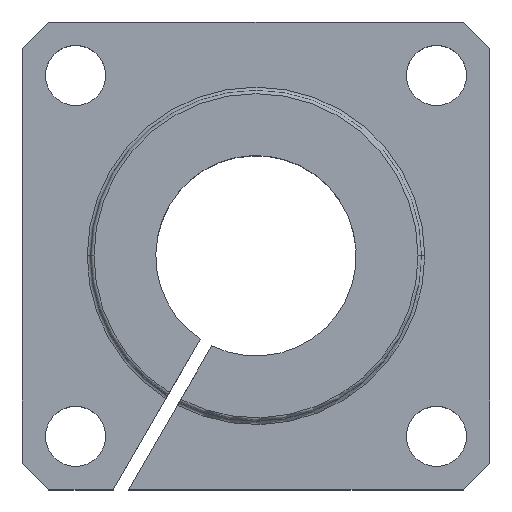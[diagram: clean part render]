
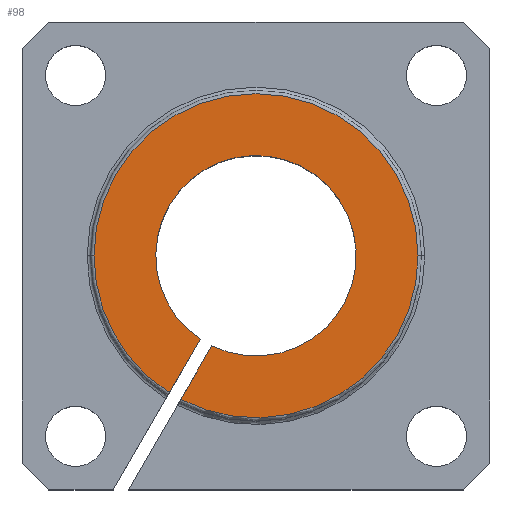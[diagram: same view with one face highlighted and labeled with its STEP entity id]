
A CAD part, top view. The second image highlights one B-rep face of the part: STEP entity #98.
In plain terms, the highlighted planar face has unit normal (0, 0, 1).
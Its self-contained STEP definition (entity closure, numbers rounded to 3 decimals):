
#98 = ADVANCED_FACE( '', ( #167 ), #168, .T. );
#167 = FACE_OUTER_BOUND( '', #264, .T. );
#168 = PLANE( '', #265 );
#264 = EDGE_LOOP( '', ( #491, #492, #493, #494, #495, #496, #497 ) );
#265 = AXIS2_PLACEMENT_3D( '', #498, #499, #500 );
#491 = ORIENTED_EDGE( '', *, *, #747, .T. );
#492 = ORIENTED_EDGE( '', *, *, #739, .T. );
#493 = ORIENTED_EDGE( '', *, *, #714, .T. );
#494 = ORIENTED_EDGE( '', *, *, #742, .T. );
#495 = ORIENTED_EDGE( '', *, *, #751, .T. );
#496 = ORIENTED_EDGE( '', *, *, #695, .T. );
#497 = ORIENTED_EDGE( '', *, *, #691, .T. );
#498 = CARTESIAN_POINT( '', ( 0., 47.125, 30. ) );
#499 = DIRECTION( '', ( 0., 0., 1. ) );
#500 = DIRECTION( '', ( 0., 1., 0. ) );
#691 = EDGE_CURVE( '', #821, #826, #828, .T. );
#695 = EDGE_CURVE( '', #830, #821, #835, .T. );
#714 = EDGE_CURVE( '', #864, #868, #870, .T. );
#739 = EDGE_CURVE( '', #911, #864, #912, .T. );
#742 = EDGE_CURVE( '', #868, #916, #917, .T. );
#747 = EDGE_CURVE( '', #826, #911, #924, .T. );
#751 = EDGE_CURVE( '', #916, #830, #930, .T. );
#821 = VERTEX_POINT( '', #1024 );
#826 = VERTEX_POINT( '', #1029 );
#828 = CIRCLE( '', #1048, 24.25 );
#830 = VERTEX_POINT( '', #1050 );
#835 = CIRCLE( '', #1055, 24.25 );
#864 = VERTEX_POINT( '', #1122 );
#868 = VERTEX_POINT( '', #1127 );
#870 = CIRCLE( '', #1130, 15. );
#911 = VERTEX_POINT( '', #1197 );
#912 = CIRCLE( '', #1198, 15. );
#916 = VERTEX_POINT( '', #1203 );
#917 = LINE( '', #1204, #1205 );
#924 = LINE( '', #1232, #1233 );
#930 = CIRCLE( '', #1242, 24.25 );
#1024 = CARTESIAN_POINT( '', ( -24.25, 35., 30. ) );
#1029 = CARTESIAN_POINT( '', ( -12.981, 14.517, 30. ) );
#1048 = AXIS2_PLACEMENT_3D( '', #1360, #1361, #1362 );
#1050 = CARTESIAN_POINT( '', ( 24.25, 35., 30. ) );
#1055 = AXIS2_PLACEMENT_3D( '', #1372, #1373, #1374 );
#1122 = CARTESIAN_POINT( '', ( 6.617, 48.461, 30. ) );
#1127 = CARTESIAN_POINT( '', ( -6.617, 21.539, 30. ) );
#1130 = AXIS2_PLACEMENT_3D( '', #1411, #1412, #1413 );
#1197 = CARTESIAN_POINT( '', ( -8.349, 22.539, 30. ) );
#1198 = AXIS2_PLACEMENT_3D( '', #1464, #1465, #1466 );
#1203 = CARTESIAN_POINT( '', ( -11.249, 13.517, 30. ) );
#1204 = CARTESIAN_POINT( '', ( -0.25, 32.566, 30. ) );
#1205 = VECTOR( '', #1471, 1. );
#1232 = CARTESIAN_POINT( '', ( -15.741, 9.736, 30. ) );
#1233 = VECTOR( '', #1475, 1. );
#1242 = AXIS2_PLACEMENT_3D( '', #1479, #1480, #1481 );
#1360 = CARTESIAN_POINT( '', ( 0., 35., 30. ) );
#1361 = DIRECTION( '', ( 0., 0., 1. ) );
#1362 = DIRECTION( '', ( 0., 1., 0. ) );
#1372 = CARTESIAN_POINT( '', ( 0., 35., 30. ) );
#1373 = DIRECTION( '', ( 0., 0., 1. ) );
#1374 = DIRECTION( '', ( 0., 1., 0. ) );
#1411 = CARTESIAN_POINT( '', ( 0., 35., 30. ) );
#1412 = DIRECTION( '', ( 0., 0., -1. ) );
#1413 = DIRECTION( '', ( -0.441, -0.897, 0. ) );
#1464 = CARTESIAN_POINT( '', ( 0., 35., 30. ) );
#1465 = DIRECTION( '', ( 0., 0., -1. ) );
#1466 = DIRECTION( '', ( -0.441, -0.897, 0. ) );
#1471 = DIRECTION( '', ( -0.5, -0.866, 0. ) );
#1475 = DIRECTION( '', ( 0.5, 0.866, 0. ) );
#1479 = CARTESIAN_POINT( '', ( 0., 35., 30. ) );
#1480 = DIRECTION( '', ( 0., 0., 1. ) );
#1481 = DIRECTION( '', ( 0., 1., 0. ) );
